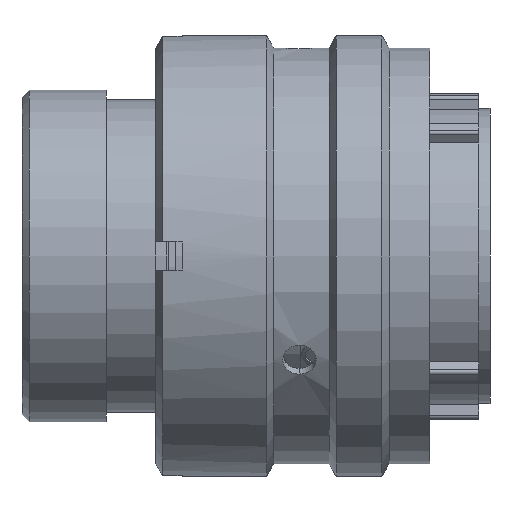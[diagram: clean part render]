
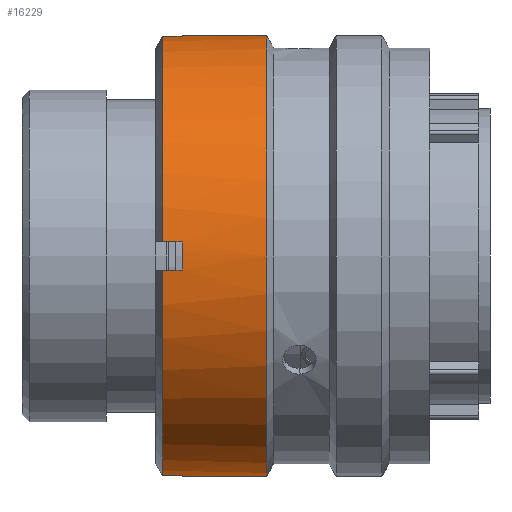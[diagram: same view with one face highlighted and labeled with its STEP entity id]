
A CAD part, front view. The second image highlights one B-rep face of the part: STEP entity #16229.
In plain terms, the highlighted cylindrical face has radius 15.7 mm (diameter 31.4 mm), a partial arc.
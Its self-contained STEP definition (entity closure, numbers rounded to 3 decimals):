
#86 = CARTESIAN_POINT ( 'NONE',  ( 29.07, -1., -15.668 ) ) ;
#381 = EDGE_CURVE ( 'NONE', #22981, #46435, #33286, .T. ) ;
#2145 = CARTESIAN_POINT ( 'NONE',  ( 10.02, 0., 0. ) ) ;
#3627 = EDGE_CURVE ( 'NONE', #36291, #40243, #47863, .T. ) ;
#5008 = AXIS2_PLACEMENT_3D ( 'NONE', #54518, #41569, #45795 ) ;
#5499 = DIRECTION ( 'NONE',  ( 1., 0., 0. ) ) ;
#7086 = ORIENTED_EDGE ( 'NONE', *, *, #18665, .T. ) ;
#7714 = CARTESIAN_POINT ( 'NONE',  ( 17.44, 0., 15.7 ) ) ;
#8219 = LINE ( 'NONE', #23748, #15421 ) ;
#8730 = DIRECTION ( 'NONE',  ( 1., 0., 0. ) ) ;
#9347 = ORIENTED_EDGE ( 'NONE', *, *, #51913, .T. ) ;
#10817 = VECTOR ( 'NONE', #31168, 1000. ) ;
#10878 = ORIENTED_EDGE ( 'NONE', *, *, #14647, .F. ) ;
#11572 = EDGE_CURVE ( 'NONE', #19042, #22981, #15747, .T. ) ;
#11603 = CARTESIAN_POINT ( 'NONE',  ( 10.02, -15.668, -1. ) ) ;
#12940 = ORIENTED_EDGE ( 'NONE', *, *, #44292, .T. ) ;
#13099 = DIRECTION ( 'NONE',  ( 0., 0., 1. ) ) ;
#13873 = ORIENTED_EDGE ( 'NONE', *, *, #26332, .T. ) ;
#14072 = CARTESIAN_POINT ( 'NONE',  ( 11.42, 0., 15.7 ) ) ;
#14192 = AXIS2_PLACEMENT_3D ( 'NONE', #33870, #38113, #25046 ) ;
#14647 = EDGE_CURVE ( 'NONE', #42397, #33251, #8219, .T. ) ;
#14815 = CARTESIAN_POINT ( 'NONE',  ( 11.42, -15.668, -1. ) ) ;
#15421 = VECTOR ( 'NONE', #44911, 1000. ) ;
#15747 = CIRCLE ( 'NONE', #30833, 15.7 ) ;
#15926 = CARTESIAN_POINT ( 'NONE',  ( 10.02, -15.668, 1. ) ) ;
#16229 = ADVANCED_FACE ( 'NONE', ( #33706 ), #42294, .T. ) ;
#16989 = CIRCLE ( 'NONE', #18959, 15.7 ) ;
#17146 = CARTESIAN_POINT ( 'NONE',  ( 29.07, -1., 15.668 ) ) ;
#17230 = VERTEX_POINT ( 'NONE', #21226 ) ;
#17270 = CARTESIAN_POINT ( 'NONE',  ( 10.02, -1., 15.668 ) ) ;
#17448 = EDGE_CURVE ( 'NONE', #23340, #40024, #16989, .T. ) ;
#18371 = VECTOR ( 'NONE', #31142, 1000. ) ;
#18665 = EDGE_CURVE ( 'NONE', #40024, #19042, #29268, .T. ) ;
#18959 = AXIS2_PLACEMENT_3D ( 'NONE', #2145, #44380, #48590 ) ;
#19042 = VERTEX_POINT ( 'NONE', #26448 ) ;
#19296 = CARTESIAN_POINT ( 'NONE',  ( 29.07, -15.668, 1. ) ) ;
#19411 = CIRCLE ( 'NONE', #43066, 15.7 ) ;
#20672 = VERTEX_POINT ( 'NONE', #45004 ) ;
#21226 = CARTESIAN_POINT ( 'NONE',  ( 11.42, -1., 15.668 ) ) ;
#22498 = ORIENTED_EDGE ( 'NONE', *, *, #24154, .T. ) ;
#22981 = VERTEX_POINT ( 'NONE', #14815 ) ;
#23340 = VERTEX_POINT ( 'NONE', #17270 ) ;
#23550 = DIRECTION ( 'NONE',  ( 1., 0., 0. ) ) ;
#23748 = CARTESIAN_POINT ( 'NONE',  ( 29.07, 0., 15.7 ) ) ;
#23834 = ORIENTED_EDGE ( 'NONE', *, *, #39198, .T. ) ;
#23932 = CIRCLE ( 'NONE', #5008, 15.7 ) ;
#24154 = EDGE_CURVE ( 'NONE', #17230, #23340, #47762, .T. ) ;
#24350 = EDGE_LOOP ( 'NONE', ( #10878, #9347, #22498, #51547, #7086, #37621, #39632, #12940, #48165, #13873, #23834, #25788 ) ) ;
#24615 = AXIS2_PLACEMENT_3D ( 'NONE', #35148, #40495, #48909 ) ;
#24711 = CARTESIAN_POINT ( 'NONE',  ( 17.44, 0., 0. ) ) ;
#25046 = DIRECTION ( 'NONE',  ( 0., 0., -1. ) ) ;
#25434 = DIRECTION ( 'NONE',  ( 1., 0., 0. ) ) ;
#25788 = ORIENTED_EDGE ( 'NONE', *, *, #42074, .F. ) ;
#26201 = CIRCLE ( 'NONE', #35766, 15.7 ) ;
#26332 = EDGE_CURVE ( 'NONE', #40243, #35553, #26201, .T. ) ;
#26448 = CARTESIAN_POINT ( 'NONE',  ( 11.42, -15.668, 1. ) ) ;
#29268 = LINE ( 'NONE', #19296, #54209 ) ;
#30121 = CARTESIAN_POINT ( 'NONE',  ( 11.42, -1., -15.668 ) ) ;
#30833 = AXIS2_PLACEMENT_3D ( 'NONE', #46877, #38066, #13099 ) ;
#31142 = DIRECTION ( 'NONE',  ( 1., 0., 0. ) ) ;
#31168 = DIRECTION ( 'NONE',  ( -1., 0., 0. ) ) ;
#33251 = VERTEX_POINT ( 'NONE', #7714 ) ;
#33286 = LINE ( 'NONE', #35278, #10817 ) ;
#33706 = FACE_OUTER_BOUND ( 'NONE', #24350, .T. ) ;
#33870 = CARTESIAN_POINT ( 'NONE',  ( 29.07, 0., 0. ) ) ;
#35148 = CARTESIAN_POINT ( 'NONE',  ( 11.42, 0., 0. ) ) ;
#35278 = CARTESIAN_POINT ( 'NONE',  ( 29.07, -15.668, -1. ) ) ;
#35553 = VERTEX_POINT ( 'NONE', #47137 ) ;
#35766 = AXIS2_PLACEMENT_3D ( 'NONE', #38730, #5499, #39450 ) ;
#36291 = VERTEX_POINT ( 'NONE', #40629 ) ;
#36682 = VECTOR ( 'NONE', #8730, 1000. ) ;
#37621 = ORIENTED_EDGE ( 'NONE', *, *, #11572, .T. ) ;
#38066 = DIRECTION ( 'NONE',  ( 1., 0., 0. ) ) ;
#38113 = DIRECTION ( 'NONE',  ( 1., 0., 0. ) ) ;
#38730 = CARTESIAN_POINT ( 'NONE',  ( 11.42, 0., 0. ) ) ;
#39198 = EDGE_CURVE ( 'NONE', #35553, #20672, #50607, .T. ) ;
#39450 = DIRECTION ( 'NONE',  ( 0., 0., 1. ) ) ;
#39485 = CARTESIAN_POINT ( 'NONE',  ( 29.07, 0., -15.7 ) ) ;
#39632 = ORIENTED_EDGE ( 'NONE', *, *, #381, .T. ) ;
#40024 = VERTEX_POINT ( 'NONE', #15926 ) ;
#40243 = VERTEX_POINT ( 'NONE', #30121 ) ;
#40495 = DIRECTION ( 'NONE',  ( 1., 0., 0. ) ) ;
#40629 = CARTESIAN_POINT ( 'NONE',  ( 10.02, -1., -15.668 ) ) ;
#41569 = DIRECTION ( 'NONE',  ( 1., 0., 0. ) ) ;
#41689 = CIRCLE ( 'NONE', #24615, 15.7 ) ;
#42074 = EDGE_CURVE ( 'NONE', #33251, #20672, #19411, .T. ) ;
#42294 = CYLINDRICAL_SURFACE ( 'NONE', #14192, 15.7 ) ;
#42397 = VERTEX_POINT ( 'NONE', #14072 ) ;
#43066 = AXIS2_PLACEMENT_3D ( 'NONE', #24711, #25434, #46036 ) ;
#43204 = VECTOR ( 'NONE', #50240, 1000. ) ;
#44292 = EDGE_CURVE ( 'NONE', #46435, #36291, #23932, .T. ) ;
#44380 = DIRECTION ( 'NONE',  ( 1., 0., 0. ) ) ;
#44911 = DIRECTION ( 'NONE',  ( 1., 0., 0. ) ) ;
#45004 = CARTESIAN_POINT ( 'NONE',  ( 17.44, 0., -15.7 ) ) ;
#45795 = DIRECTION ( 'NONE',  ( 0., 0., -1. ) ) ;
#46036 = DIRECTION ( 'NONE',  ( 0., 0., -1. ) ) ;
#46435 = VERTEX_POINT ( 'NONE', #11603 ) ;
#46877 = CARTESIAN_POINT ( 'NONE',  ( 11.42, 0., 0. ) ) ;
#47137 = CARTESIAN_POINT ( 'NONE',  ( 11.42, 0., -15.7 ) ) ;
#47762 = LINE ( 'NONE', #17146, #43204 ) ;
#47863 = LINE ( 'NONE', #86, #36682 ) ;
#48165 = ORIENTED_EDGE ( 'NONE', *, *, #3627, .T. ) ;
#48590 = DIRECTION ( 'NONE',  ( 0., 0., -1. ) ) ;
#48909 = DIRECTION ( 'NONE',  ( 0., 0., 1. ) ) ;
#50240 = DIRECTION ( 'NONE',  ( -1., 0., 0. ) ) ;
#50607 = LINE ( 'NONE', #39485, #18371 ) ;
#51547 = ORIENTED_EDGE ( 'NONE', *, *, #17448, .T. ) ;
#51913 = EDGE_CURVE ( 'NONE', #42397, #17230, #41689, .T. ) ;
#54209 = VECTOR ( 'NONE', #23550, 1000. ) ;
#54518 = CARTESIAN_POINT ( 'NONE',  ( 10.02, 0., 0. ) ) ;
